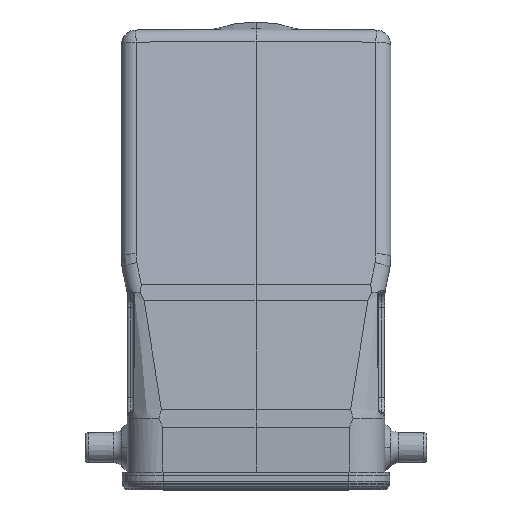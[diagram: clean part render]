
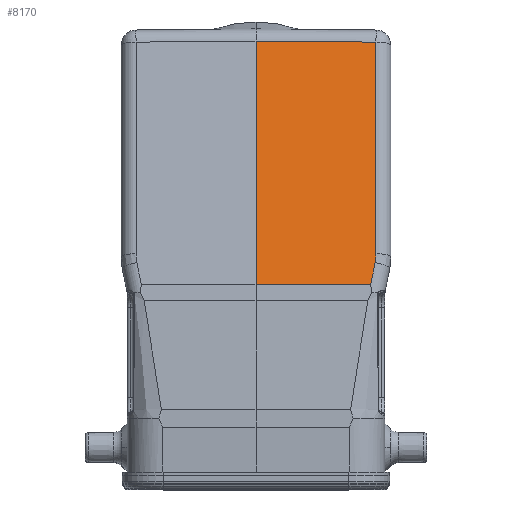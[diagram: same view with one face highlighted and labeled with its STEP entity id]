
A CAD part, top view. The second image highlights one B-rep face of the part: STEP entity #8170.
In plain terms, the highlighted planar face has unit normal (0.009, 0.19, 0.982).
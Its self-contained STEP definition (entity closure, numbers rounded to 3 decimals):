
#1267 = CARTESIAN_POINT ( 'NONE',  ( 20.022, 21.223, 36.109 ) ) ;
#1399 = ORIENTED_EDGE ( 'NONE', *, *, #5701, .F. ) ;
#1714 = ORIENTED_EDGE ( 'NONE', *, *, #12443, .T. ) ;
#2930 = FACE_OUTER_BOUND ( 'NONE', #6844, .T. ) ;
#3118 = CARTESIAN_POINT ( 'NONE',  ( 19.146, -21.241, 44.32 ) ) ;
#4130 = DIRECTION ( 'NONE',  ( -1., 0.009, 0.007 ) ) ;
#4368 = CARTESIAN_POINT ( 'NONE',  ( 19.876, -17.591, 43.609 ) ) ;
#5161 = EDGE_CURVE ( 'NONE', #25104, #21011, #19506, .T. ) ;
#5701 = EDGE_CURVE ( 'NONE', #14285, #12508, #18182, .T. ) ;
#6143 = CARTESIAN_POINT ( 'NONE',  ( 20.022, -16.615, 43.419 ) ) ;
#6212 = EDGE_CURVE ( 'NONE', #21011, #12508, #26081, .T. ) ;
#6844 = EDGE_LOOP ( 'NONE', ( #1399, #1714, #23967, #22242, #19565, #10565 ) ) ;
#7949 = DIRECTION ( 'NONE',  ( 1., 0., -0.009 ) ) ;
#8170 = ADVANCED_FACE ( 'NONE', ( #2930 ), #10300, .T. ) ;
#9157 = CARTESIAN_POINT ( 'NONE',  ( 0., -22.585, 44.75 ) ) ;
#9272 = CARTESIAN_POINT ( 'NONE',  ( 20.022, 19.215, 36.497 ) ) ;
#9659 = VERTEX_POINT ( 'NONE', #15302 ) ;
#9854 = CARTESIAN_POINT ( 'NONE',  ( -0.015, 19.39, 36.641 ) ) ;
#10289 = VECTOR ( 'NONE', #17127, 1000. ) ;
#10300 = PLANE ( 'NONE',  #14586 ) ;
#10565 = ORIENTED_EDGE ( 'NONE', *, *, #6212, .T. ) ;
#10835 = DIRECTION ( 'NONE',  ( 0., -0.982, 0.19 ) ) ;
#12048 = EDGE_CURVE ( 'NONE', #25104, #9659, #12390, .T. ) ;
#12294 = CARTESIAN_POINT ( 'NONE',  ( 0., -21.241, 44.49 ) ) ;
#12390 =( BOUNDED_CURVE ( )  B_SPLINE_CURVE ( 3, ( #12466, #6143, #20355, #4368 ),
 .UNSPECIFIED., .F., .F. ) 
 B_SPLINE_CURVE_WITH_KNOTS ( ( 4, 4 ),
 ( 1.525, 1.722 ),
 .UNSPECIFIED. ) 
 CURVE ( )  GEOMETRIC_REPRESENTATION_ITEM ( )  RATIONAL_B_SPLINE_CURVE ( ( 1., 0.997, 0.997, 1. ) ) 
 REPRESENTATION_ITEM ( '' )  );
#12443 = EDGE_CURVE ( 'NONE', #14285, #26116, #20444, .T. ) ;
#12466 = CARTESIAN_POINT ( 'NONE',  ( 20.022, -16.12, 43.323 ) ) ;
#12508 = VERTEX_POINT ( 'NONE', #22269 ) ;
#12667 = EDGE_CURVE ( 'NONE', #26116, #9659, #18516, .T. ) ;
#14077 = VECTOR ( 'NONE', #4130, 1000. ) ;
#14285 = VERTEX_POINT ( 'NONE', #12294 ) ;
#14586 = AXIS2_PLACEMENT_3D ( 'NONE', #16506, #16944, #10835 ) ;
#15302 = CARTESIAN_POINT ( 'NONE',  ( 19.876, -17.591, 43.609 ) ) ;
#16506 = CARTESIAN_POINT ( 'NONE',  ( 0., -22.585, 44.75 ) ) ;
#16944 = DIRECTION ( 'NONE',  ( 0.009, 0.19, 0.982 ) ) ;
#17127 = DIRECTION ( 'NONE',  ( 0.193, 0.963, -0.188 ) ) ;
#18182 = LINE ( 'NONE', #9157, #20736 ) ;
#18516 = LINE ( 'NONE', #22974, #10289 ) ;
#19506 = LINE ( 'NONE', #1267, #21701 ) ;
#19535 = DIRECTION ( 'NONE',  ( 0., 0.982, -0.19 ) ) ;
#19565 = ORIENTED_EDGE ( 'NONE', *, *, #5161, .T. ) ;
#20355 = CARTESIAN_POINT ( 'NONE',  ( 19.973, -17.106, 43.514 ) ) ;
#20444 = LINE ( 'NONE', #21927, #22634 ) ;
#20736 = VECTOR ( 'NONE', #23403, 1000. ) ;
#21011 = VERTEX_POINT ( 'NONE', #9272 ) ;
#21701 = VECTOR ( 'NONE', #19535, 1000. ) ;
#21927 = CARTESIAN_POINT ( 'NONE',  ( -0.002, -21.241, 44.49 ) ) ;
#22242 = ORIENTED_EDGE ( 'NONE', *, *, #12048, .F. ) ;
#22269 = CARTESIAN_POINT ( 'NONE',  ( 0., 19.39, 36.641 ) ) ;
#22279 = CARTESIAN_POINT ( 'NONE',  ( 20.022, -16.12, 43.323 ) ) ;
#22634 = VECTOR ( 'NONE', #7949, 1000. ) ;
#22974 = CARTESIAN_POINT ( 'NONE',  ( 19.976, -17.094, 43.512 ) ) ;
#23403 = DIRECTION ( 'NONE',  ( 0., 0.982, -0.19 ) ) ;
#23967 = ORIENTED_EDGE ( 'NONE', *, *, #12667, .T. ) ;
#25104 = VERTEX_POINT ( 'NONE', #22279 ) ;
#26081 = LINE ( 'NONE', #9854, #14077 ) ;
#26116 = VERTEX_POINT ( 'NONE', #3118 ) ;
